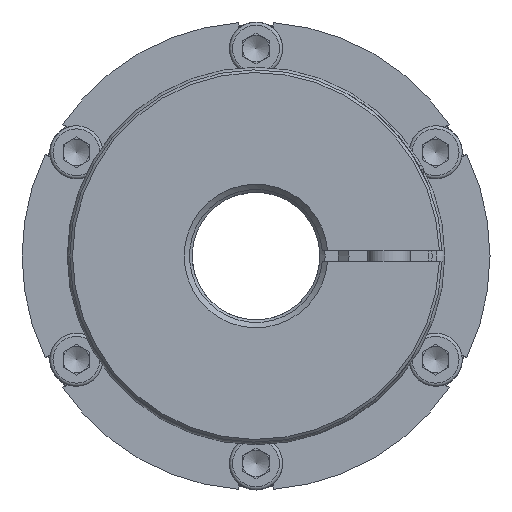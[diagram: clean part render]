
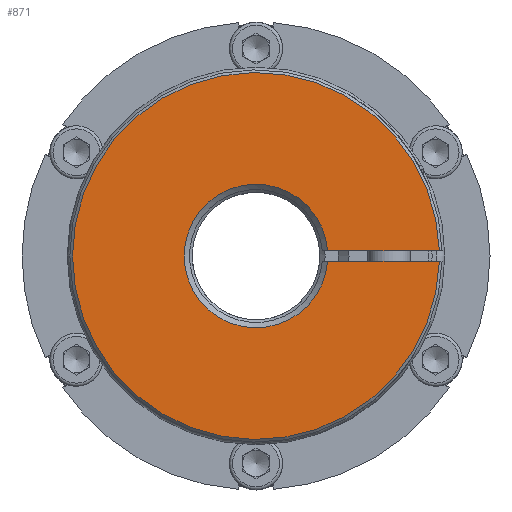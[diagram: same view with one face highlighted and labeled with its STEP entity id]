
A CAD part, left-side view. The second image highlights one B-rep face of the part: STEP entity #871.
In plain terms, the highlighted planar face has unit normal (-1, 0, 0).
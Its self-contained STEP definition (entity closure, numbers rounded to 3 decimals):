
#871 = ADVANCED_FACE( '', ( #2086 ), #2087, .T. );
#2086 = FACE_OUTER_BOUND( '', #3698, .T. );
#2087 = PLANE( '', #3699 );
#3698 = EDGE_LOOP( '', ( #6239, #6240, #6241, #6242 ) );
#3699 = AXIS2_PLACEMENT_3D( '', #6243, #6244, #6245 );
#6239 = ORIENTED_EDGE( '', *, *, #9444, .F. );
#6240 = ORIENTED_EDGE( '', *, *, #9445, .T. );
#6241 = ORIENTED_EDGE( '', *, *, #8847, .F. );
#6242 = ORIENTED_EDGE( '', *, *, #9446, .T. );
#6243 = CARTESIAN_POINT( '', ( -54.05, 0., 6. ) );
#6244 = DIRECTION( '', ( -1., 0., 0. ) );
#6245 = DIRECTION( '', ( 0., 0., 1. ) );
#8847 = EDGE_CURVE( '', #10558, #10559, #10560, .T. );
#9444 = EDGE_CURVE( '', #11486, #11487, #11488, .T. );
#9445 = EDGE_CURVE( '', #11486, #10559, #11489, .F. );
#9446 = EDGE_CURVE( '', #10558, #11487, #11490, .T. );
#10558 = VERTEX_POINT( '', #13215 );
#10559 = VERTEX_POINT( '', #13216 );
#10560 = LINE( '', #13217, #13218 );
#11486 = VERTEX_POINT( '', #15780 );
#11487 = VERTEX_POINT( '', #15781 );
#11488 = LINE( '', #15782, #15783 );
#11489 = CIRCLE( '', #15784, 13.5 );
#11490 = CIRCLE( '', #15785, 34.5 );
#13215 = CARTESIAN_POINT( '', ( -54.05, -34.486, 1. ) );
#13216 = CARTESIAN_POINT( '', ( -54.05, -13.463, 1. ) );
#13217 = CARTESIAN_POINT( '', ( -54.05, -38.734, 1. ) );
#13218 = VECTOR( '', #17675, 1000. );
#15780 = CARTESIAN_POINT( '', ( -54.05, -13.463, -1. ) );
#15781 = CARTESIAN_POINT( '', ( -54.05, -34.486, -1. ) );
#15782 = CARTESIAN_POINT( '', ( -54.05, 0., -1. ) );
#15783 = VECTOR( '', #18434, 1000. );
#15784 = AXIS2_PLACEMENT_3D( '', #18435, #18436, #18437 );
#15785 = AXIS2_PLACEMENT_3D( '', #18438, #18439, #18440 );
#17675 = DIRECTION( '', ( 0., 1., 0. ) );
#18434 = DIRECTION( '', ( 0., -1., 0. ) );
#18435 = CARTESIAN_POINT( '', ( -54.05, 0., 0. ) );
#18436 = DIRECTION( '', ( -1., 0., 0. ) );
#18437 = DIRECTION( '', ( 0., 0., 1. ) );
#18438 = CARTESIAN_POINT( '', ( -54.05, 0., 0. ) );
#18439 = DIRECTION( '', ( -1., 0., 0. ) );
#18440 = DIRECTION( '', ( 0., 0., 1. ) );
